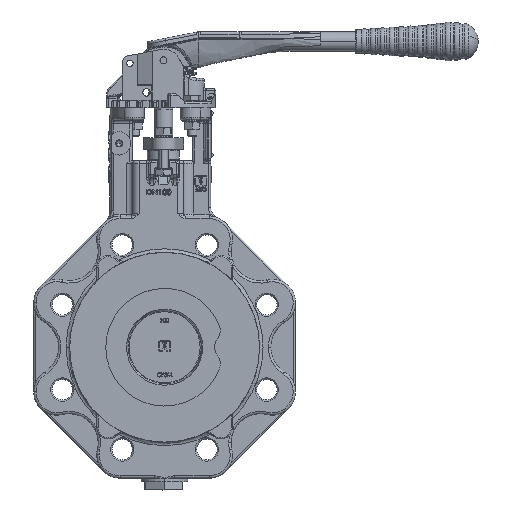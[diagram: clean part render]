
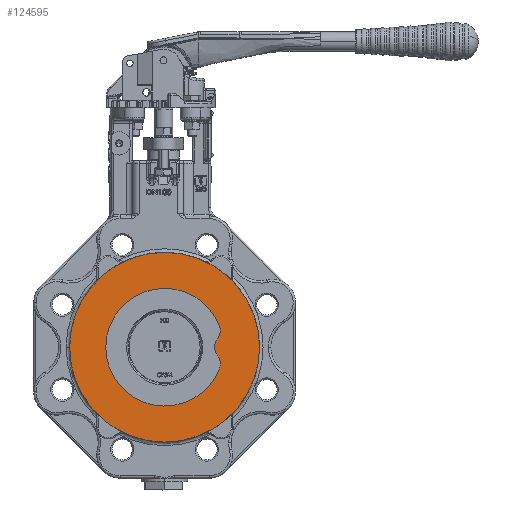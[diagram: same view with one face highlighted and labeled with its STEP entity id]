
A CAD part, top view. The second image highlights one B-rep face of the part: STEP entity #124595.
In plain terms, the highlighted planar face has unit normal (0, 0, 1).
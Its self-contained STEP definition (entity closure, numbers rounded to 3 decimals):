
#2650 = ORIENTED_EDGE ( 'NONE', *, *, #25749, .T. ) ;
#2726 = CIRCLE ( 'NONE', #37114, 50.5 ) ;
#18414 = DIRECTION ( 'NONE',  ( 0., 0., -1. ) ) ;
#21245 = CIRCLE ( 'NONE', #97628, 12. ) ;
#21865 = VERTEX_POINT ( 'NONE', #124528 ) ;
#22136 = DIRECTION ( 'NONE',  ( 0., 1., 0. ) ) ;
#22367 = ORIENTED_EDGE ( 'NONE', *, *, #35613, .F. ) ;
#24663 = CARTESIAN_POINT ( 'NONE',  ( 0., 0., 28. ) ) ;
#25056 = VERTEX_POINT ( 'NONE', #115097 ) ;
#25556 = EDGE_LOOP ( 'NONE', ( #2650, #22367, #107507, #94109, #89388 ) ) ;
#25749 = EDGE_CURVE ( 'NONE', #140611, #25056, #2726, .T. ) ;
#31049 = EDGE_CURVE ( 'NONE', #116831, #85023, #84658, .T. ) ;
#34781 = CIRCLE ( 'NONE', #59394, 81.5 ) ;
#35613 = EDGE_CURVE ( 'NONE', #92773, #25056, #77467, .T. ) ;
#36910 = CARTESIAN_POINT ( 'NONE',  ( 0., 0., 28. ) ) ;
#37114 = AXIS2_PLACEMENT_3D ( 'NONE', #88560, #18414, #42242 ) ;
#37623 = CARTESIAN_POINT ( 'NONE',  ( 45.369, 7.159, 28. ) ) ;
#38417 = DIRECTION ( 'NONE',  ( 0., 0., 1. ) ) ;
#38455 = DIRECTION ( 'NONE',  ( 0., 0., 1. ) ) ;
#40408 = DIRECTION ( 'NONE',  ( 0., 1., 0. ) ) ;
#41990 = ORIENTED_EDGE ( 'NONE', *, *, #31049, .T. ) ;
#42242 = DIRECTION ( 'NONE',  ( 0., 1., 0. ) ) ;
#42822 = CARTESIAN_POINT ( 'NONE',  ( 45.369, -7.159, 28. ) ) ;
#50317 = CARTESIAN_POINT ( 'NONE',  ( 0., 37.967, 28. ) ) ;
#51841 = FACE_OUTER_BOUND ( 'NONE', #97751, .T. ) ;
#57249 = EDGE_CURVE ( 'NONE', #140611, #21865, #78365, .T. ) ;
#58760 = DIRECTION ( 'NONE',  ( 0., 0., 1. ) ) ;
#59394 = AXIS2_PLACEMENT_3D ( 'NONE', #24663, #38455, #107927 ) ;
#61092 = AXIS2_PLACEMENT_3D ( 'NONE', #149381, #113890, #22136 ) ;
#64501 = CARTESIAN_POINT ( 'NONE',  ( 46.878, -18.781, 28. ) ) ;
#71193 = DIRECTION ( 'NONE',  ( 0., 1., 0. ) ) ;
#71294 = AXIS2_PLACEMENT_3D ( 'NONE', #50317, #98953, #143748 ) ;
#74250 = PLANE ( 'NONE',  #71294 ) ;
#77467 = CIRCLE ( 'NONE', #129293, 12. ) ;
#78365 = CIRCLE ( 'NONE', #61092, 12. ) ;
#84658 = CIRCLE ( 'NONE', #143841, 81.5 ) ;
#85023 = VERTEX_POINT ( 'NONE', #139592 ) ;
#86923 = EDGE_CURVE ( 'NONE', #21865, #128554, #128983, .T. ) ;
#88560 = CARTESIAN_POINT ( 'NONE',  ( 0., 0., 28. ) ) ;
#89388 = ORIENTED_EDGE ( 'NONE', *, *, #57249, .F. ) ;
#89499 = AXIS2_PLACEMENT_3D ( 'NONE', #150743, #92099, #71193 ) ;
#92099 = DIRECTION ( 'NONE',  ( 0., 0., 1. ) ) ;
#92773 = VERTEX_POINT ( 'NONE', #37623 ) ;
#94109 = ORIENTED_EDGE ( 'NONE', *, *, #86923, .F. ) ;
#97628 = AXIS2_PLACEMENT_3D ( 'NONE', #117429, #58760, #105866 ) ;
#97751 = EDGE_LOOP ( 'NONE', ( #100918, #41990 ) ) ;
#98953 = DIRECTION ( 'NONE',  ( 0., 0., -1. ) ) ;
#100918 = ORIENTED_EDGE ( 'NONE', *, *, #127803, .T. ) ;
#105866 = DIRECTION ( 'NONE',  ( 0., 1., 0. ) ) ;
#107507 = ORIENTED_EDGE ( 'NONE', *, *, #148828, .T. ) ;
#107927 = DIRECTION ( 'NONE',  ( 0., 1., 0. ) ) ;
#110645 = CARTESIAN_POINT ( 'NONE',  ( 35.739, 14.318, 28. ) ) ;
#111295 = FACE_BOUND ( 'NONE', #25556, .T. ) ;
#112785 = CARTESIAN_POINT ( 'NONE',  ( -81.5, 0., 28. ) ) ;
#113890 = DIRECTION ( 'NONE',  ( 0., 0., 1. ) ) ;
#115097 = CARTESIAN_POINT ( 'NONE',  ( 46.878, 18.781, 28. ) ) ;
#116831 = VERTEX_POINT ( 'NONE', #112785 ) ;
#117429 = CARTESIAN_POINT ( 'NONE',  ( 55., 0., 28. ) ) ;
#124528 = CARTESIAN_POINT ( 'NONE',  ( 47.739, -14.318, 28. ) ) ;
#124595 = ADVANCED_FACE ( 'NONE', ( #51841, #111295 ), #74250, .F. ) ;
#127803 = EDGE_CURVE ( 'NONE', #85023, #116831, #34781, .T. ) ;
#128554 = VERTEX_POINT ( 'NONE', #42822 ) ;
#128983 = CIRCLE ( 'NONE', #89499, 12. ) ;
#129293 = AXIS2_PLACEMENT_3D ( 'NONE', #110645, #146135, #40408 ) ;
#139592 = CARTESIAN_POINT ( 'NONE',  ( 81.5, 0., 28. ) ) ;
#140611 = VERTEX_POINT ( 'NONE', #64501 ) ;
#143748 = DIRECTION ( 'NONE',  ( 0., 1., 0. ) ) ;
#143841 = AXIS2_PLACEMENT_3D ( 'NONE', #36910, #38417, #151326 ) ;
#146135 = DIRECTION ( 'NONE',  ( 0., 0., 1. ) ) ;
#148828 = EDGE_CURVE ( 'NONE', #92773, #128554, #21245, .T. ) ;
#149381 = CARTESIAN_POINT ( 'NONE',  ( 35.739, -14.318, 28. ) ) ;
#150743 = CARTESIAN_POINT ( 'NONE',  ( 35.739, -14.318, 28. ) ) ;
#151326 = DIRECTION ( 'NONE',  ( 0., 1., 0. ) ) ;
